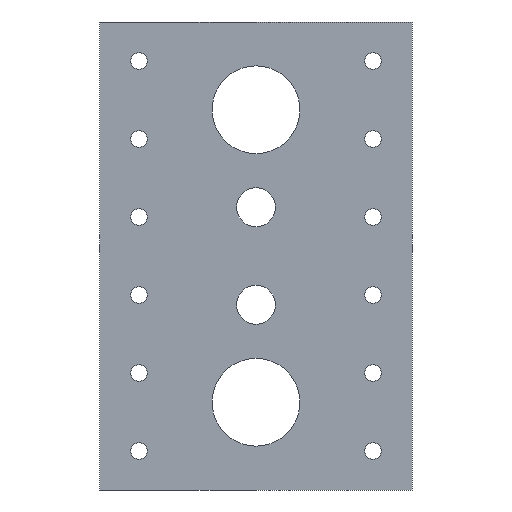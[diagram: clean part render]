
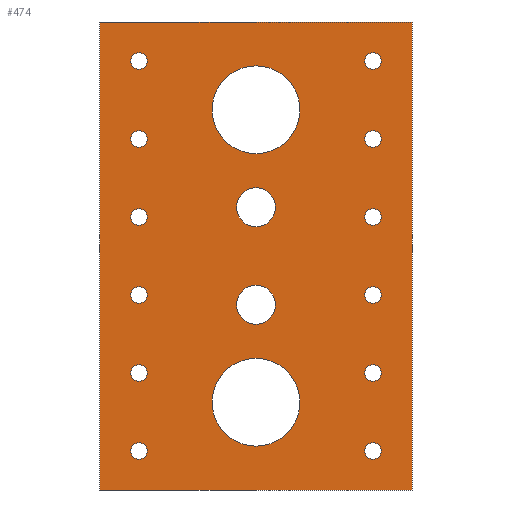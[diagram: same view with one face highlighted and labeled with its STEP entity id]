
A CAD part, left-side view. The second image highlights one B-rep face of the part: STEP entity #474.
In plain terms, the highlighted planar face has unit normal (-1, 0, 0).
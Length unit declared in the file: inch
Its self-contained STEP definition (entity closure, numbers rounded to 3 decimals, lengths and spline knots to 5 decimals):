
#31=FACE_BOUND('',#113,.T.);
#32=FACE_BOUND('',#114,.T.);
#33=FACE_BOUND('',#115,.T.);
#34=FACE_BOUND('',#116,.T.);
#35=FACE_BOUND('',#117,.T.);
#36=FACE_BOUND('',#118,.T.);
#37=FACE_BOUND('',#119,.T.);
#38=FACE_BOUND('',#120,.T.);
#39=FACE_BOUND('',#121,.T.);
#40=FACE_BOUND('',#122,.T.);
#41=FACE_BOUND('',#123,.T.);
#42=FACE_BOUND('',#124,.T.);
#43=FACE_BOUND('',#125,.T.);
#44=FACE_BOUND('',#126,.T.);
#45=FACE_BOUND('',#127,.T.);
#46=FACE_BOUND('',#128,.T.);
#52=PLANE('',#550);
#74=FACE_OUTER_BOUND('',#112,.T.);
#112=EDGE_LOOP('',(#417,#418,#419,#420));
#113=EDGE_LOOP('',(#421));
#114=EDGE_LOOP('',(#422));
#115=EDGE_LOOP('',(#423));
#116=EDGE_LOOP('',(#424));
#117=EDGE_LOOP('',(#425));
#118=EDGE_LOOP('',(#426));
#119=EDGE_LOOP('',(#427));
#120=EDGE_LOOP('',(#428));
#121=EDGE_LOOP('',(#429));
#122=EDGE_LOOP('',(#430));
#123=EDGE_LOOP('',(#431));
#124=EDGE_LOOP('',(#432));
#125=EDGE_LOOP('',(#433));
#126=EDGE_LOOP('',(#434));
#127=EDGE_LOOP('',(#435));
#128=EDGE_LOOP('',(#436));
#145=LINE('',#789,#173);
#149=LINE('',#797,#177);
#152=LINE('',#803,#180);
#155=LINE('',#808,#183);
#173=VECTOR('',#667,0.3937);
#177=VECTOR('',#673,0.3937);
#180=VECTOR('',#678,0.3937);
#183=VECTOR('',#683,0.3937);
#186=CIRCLE('',#499,0.10433);
#188=CIRCLE('',#502,0.10433);
#190=CIRCLE('',#505,0.10433);
#192=CIRCLE('',#508,0.10433);
#194=CIRCLE('',#511,0.5625);
#196=CIRCLE('',#514,0.25);
#198=CIRCLE('',#517,0.25);
#200=CIRCLE('',#520,0.5625);
#202=CIRCLE('',#523,0.10433);
#204=CIRCLE('',#526,0.10433);
#206=CIRCLE('',#529,0.10433);
#208=CIRCLE('',#532,0.10433);
#210=CIRCLE('',#535,0.10433);
#212=CIRCLE('',#538,0.10433);
#214=CIRCLE('',#541,0.10433);
#216=CIRCLE('',#544,0.10433);
#218=VERTEX_POINT('',#693);
#220=VERTEX_POINT('',#699);
#222=VERTEX_POINT('',#705);
#224=VERTEX_POINT('',#711);
#226=VERTEX_POINT('',#717);
#228=VERTEX_POINT('',#723);
#230=VERTEX_POINT('',#729);
#232=VERTEX_POINT('',#735);
#234=VERTEX_POINT('',#741);
#236=VERTEX_POINT('',#747);
#238=VERTEX_POINT('',#753);
#240=VERTEX_POINT('',#759);
#242=VERTEX_POINT('',#765);
#244=VERTEX_POINT('',#771);
#246=VERTEX_POINT('',#777);
#248=VERTEX_POINT('',#783);
#249=VERTEX_POINT('',#787);
#250=VERTEX_POINT('',#788);
#253=VERTEX_POINT('',#796);
#255=VERTEX_POINT('',#802);
#259=EDGE_CURVE('',#218,#218,#186,.T.);
#262=EDGE_CURVE('',#220,#220,#188,.T.);
#265=EDGE_CURVE('',#222,#222,#190,.T.);
#268=EDGE_CURVE('',#224,#224,#192,.T.);
#271=EDGE_CURVE('',#226,#226,#194,.T.);
#274=EDGE_CURVE('',#228,#228,#196,.T.);
#277=EDGE_CURVE('',#230,#230,#198,.T.);
#280=EDGE_CURVE('',#232,#232,#200,.T.);
#283=EDGE_CURVE('',#234,#234,#202,.T.);
#286=EDGE_CURVE('',#236,#236,#204,.T.);
#289=EDGE_CURVE('',#238,#238,#206,.T.);
#292=EDGE_CURVE('',#240,#240,#208,.T.);
#295=EDGE_CURVE('',#242,#242,#210,.T.);
#298=EDGE_CURVE('',#244,#244,#212,.T.);
#301=EDGE_CURVE('',#246,#246,#214,.T.);
#304=EDGE_CURVE('',#248,#248,#216,.T.);
#305=EDGE_CURVE('',#249,#250,#145,.T.);
#309=EDGE_CURVE('',#253,#249,#149,.T.);
#312=EDGE_CURVE('',#255,#253,#152,.T.);
#315=EDGE_CURVE('',#250,#255,#155,.T.);
#417=ORIENTED_EDGE('',*,*,#315,.F.);
#418=ORIENTED_EDGE('',*,*,#305,.F.);
#419=ORIENTED_EDGE('',*,*,#309,.F.);
#420=ORIENTED_EDGE('',*,*,#312,.F.);
#421=ORIENTED_EDGE('',*,*,#304,.F.);
#422=ORIENTED_EDGE('',*,*,#301,.F.);
#423=ORIENTED_EDGE('',*,*,#298,.F.);
#424=ORIENTED_EDGE('',*,*,#295,.F.);
#425=ORIENTED_EDGE('',*,*,#292,.F.);
#426=ORIENTED_EDGE('',*,*,#289,.F.);
#427=ORIENTED_EDGE('',*,*,#286,.F.);
#428=ORIENTED_EDGE('',*,*,#283,.F.);
#429=ORIENTED_EDGE('',*,*,#280,.F.);
#430=ORIENTED_EDGE('',*,*,#277,.F.);
#431=ORIENTED_EDGE('',*,*,#274,.F.);
#432=ORIENTED_EDGE('',*,*,#271,.F.);
#433=ORIENTED_EDGE('',*,*,#268,.F.);
#434=ORIENTED_EDGE('',*,*,#265,.F.);
#435=ORIENTED_EDGE('',*,*,#262,.F.);
#436=ORIENTED_EDGE('',*,*,#259,.F.);
#474=ADVANCED_FACE('',(#74,#31,#32,#33,#34,#35,#36,#37,#38,#39,#40,#41,
#42,#43,#44,#45,#46),#52,.F.);
#499=AXIS2_PLACEMENT_3D('',#695,#558,#559);
#502=AXIS2_PLACEMENT_3D('',#701,#565,#566);
#505=AXIS2_PLACEMENT_3D('',#707,#572,#573);
#508=AXIS2_PLACEMENT_3D('',#713,#579,#580);
#511=AXIS2_PLACEMENT_3D('',#719,#586,#587);
#514=AXIS2_PLACEMENT_3D('',#725,#593,#594);
#517=AXIS2_PLACEMENT_3D('',#731,#600,#601);
#520=AXIS2_PLACEMENT_3D('',#737,#607,#608);
#523=AXIS2_PLACEMENT_3D('',#743,#614,#615);
#526=AXIS2_PLACEMENT_3D('',#749,#621,#622);
#529=AXIS2_PLACEMENT_3D('',#755,#628,#629);
#532=AXIS2_PLACEMENT_3D('',#761,#635,#636);
#535=AXIS2_PLACEMENT_3D('',#767,#642,#643);
#538=AXIS2_PLACEMENT_3D('',#773,#649,#650);
#541=AXIS2_PLACEMENT_3D('',#779,#656,#657);
#544=AXIS2_PLACEMENT_3D('',#785,#663,#664);
#550=AXIS2_PLACEMENT_3D('',#811,#687,#688);
#558=DIRECTION('center_axis',(-1.,0.,0.));
#559=DIRECTION('ref_axis',(0.,-1.,0.));
#565=DIRECTION('center_axis',(-1.,0.,0.));
#566=DIRECTION('ref_axis',(0.,-1.,0.));
#572=DIRECTION('center_axis',(-1.,0.,0.));
#573=DIRECTION('ref_axis',(0.,-1.,0.));
#579=DIRECTION('center_axis',(-1.,0.,0.));
#580=DIRECTION('ref_axis',(0.,-1.,0.));
#586=DIRECTION('center_axis',(-1.,0.,0.));
#587=DIRECTION('ref_axis',(0.,-1.,0.));
#593=DIRECTION('center_axis',(-1.,0.,0.));
#594=DIRECTION('ref_axis',(0.,-1.,0.));
#600=DIRECTION('center_axis',(-1.,0.,0.));
#601=DIRECTION('ref_axis',(0.,-1.,0.));
#607=DIRECTION('center_axis',(-1.,0.,0.));
#608=DIRECTION('ref_axis',(0.,-1.,0.));
#614=DIRECTION('center_axis',(-1.,0.,0.));
#615=DIRECTION('ref_axis',(0.,-1.,0.));
#621=DIRECTION('center_axis',(-1.,0.,0.));
#622=DIRECTION('ref_axis',(0.,-1.,0.));
#628=DIRECTION('center_axis',(-1.,0.,0.));
#629=DIRECTION('ref_axis',(0.,-1.,0.));
#635=DIRECTION('center_axis',(-1.,0.,0.));
#636=DIRECTION('ref_axis',(0.,-1.,0.));
#642=DIRECTION('center_axis',(-1.,0.,0.));
#643=DIRECTION('ref_axis',(0.,-1.,0.));
#649=DIRECTION('center_axis',(-1.,0.,0.));
#650=DIRECTION('ref_axis',(0.,-1.,0.));
#656=DIRECTION('center_axis',(-1.,0.,0.));
#657=DIRECTION('ref_axis',(0.,-1.,0.));
#663=DIRECTION('center_axis',(-1.,0.,0.));
#664=DIRECTION('ref_axis',(0.,-1.,0.));
#667=DIRECTION('',(0.,0.,-1.));
#673=DIRECTION('',(0.,-1.,0.));
#678=DIRECTION('',(0.,0.,1.));
#683=DIRECTION('',(0.,1.,0.));
#687=DIRECTION('center_axis',(1.,0.,0.));
#688=DIRECTION('ref_axis',(0.,0.,-1.));
#693=CARTESIAN_POINT('',(0.,0.60433,-4.5));
#695=CARTESIAN_POINT('Origin',(0.,0.5,-4.5));
#699=CARTESIAN_POINT('',(0.,0.60433,-2.5));
#701=CARTESIAN_POINT('Origin',(0.,0.5,-2.5));
#705=CARTESIAN_POINT('',(0.,0.60433,-0.5));
#707=CARTESIAN_POINT('Origin',(0.,0.5,-0.5));
#711=CARTESIAN_POINT('',(0.,3.60433,-4.5));
#713=CARTESIAN_POINT('Origin',(0.,3.5,-4.5));
#717=CARTESIAN_POINT('',(0.,2.5625,-1.125));
#719=CARTESIAN_POINT('Origin',(0.,2.,-1.125));
#723=CARTESIAN_POINT('',(0.,2.25,-2.375));
#725=CARTESIAN_POINT('Origin',(0.,2.,-2.375));
#729=CARTESIAN_POINT('',(0.,2.25,-3.625));
#731=CARTESIAN_POINT('Origin',(0.,2.,-3.625));
#735=CARTESIAN_POINT('',(0.,2.5625,-4.875));
#737=CARTESIAN_POINT('Origin',(0.,2.,-4.875));
#741=CARTESIAN_POINT('',(0.,3.60433,-0.5));
#743=CARTESIAN_POINT('Origin',(0.,3.5,-0.5));
#747=CARTESIAN_POINT('',(0.,3.60433,-1.5));
#749=CARTESIAN_POINT('Origin',(0.,3.5,-1.5));
#753=CARTESIAN_POINT('',(0.,3.60433,-2.5));
#755=CARTESIAN_POINT('Origin',(0.,3.5,-2.5));
#759=CARTESIAN_POINT('',(0.,3.60433,-3.5));
#761=CARTESIAN_POINT('Origin',(0.,3.5,-3.5));
#765=CARTESIAN_POINT('',(0.,3.60433,-5.5));
#767=CARTESIAN_POINT('Origin',(0.,3.5,-5.5));
#771=CARTESIAN_POINT('',(0.,0.60433,-1.5));
#773=CARTESIAN_POINT('Origin',(0.,0.5,-1.5));
#777=CARTESIAN_POINT('',(0.,0.60433,-3.5));
#779=CARTESIAN_POINT('Origin',(0.,0.5,-3.5));
#783=CARTESIAN_POINT('',(0.,0.60433,-5.5));
#785=CARTESIAN_POINT('Origin',(0.,0.5,-5.5));
#787=CARTESIAN_POINT('',(0.,0.,0.));
#788=CARTESIAN_POINT('',(0.,0.,-6.));
#789=CARTESIAN_POINT('',(0.,0.,0.));
#796=CARTESIAN_POINT('',(0.,4.,0.));
#797=CARTESIAN_POINT('',(0.,4.,0.));
#802=CARTESIAN_POINT('',(0.,4.,-6.));
#803=CARTESIAN_POINT('',(0.,4.,-6.));
#808=CARTESIAN_POINT('',(0.,0.,-6.));
#811=CARTESIAN_POINT('Origin',(0.,2.,-3.));
